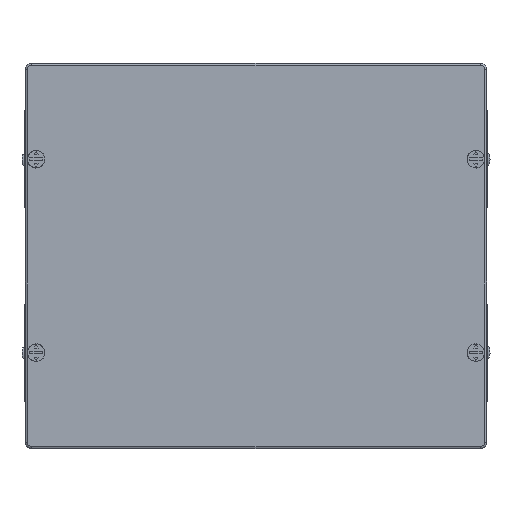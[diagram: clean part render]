
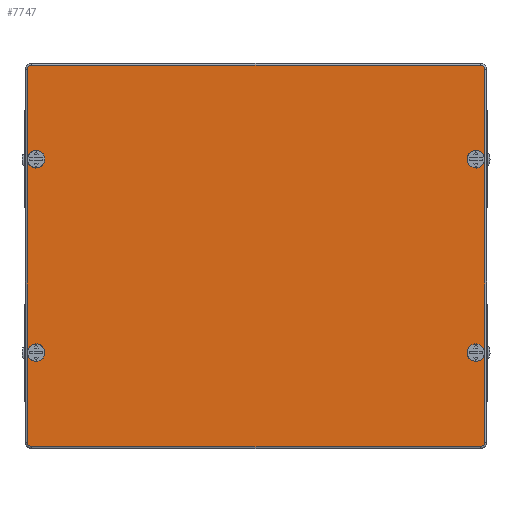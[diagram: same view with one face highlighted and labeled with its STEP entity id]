
A CAD part, top view. The second image highlights one B-rep face of the part: STEP entity #7747.
In plain terms, the highlighted planar face has unit normal (0, 0, 1).
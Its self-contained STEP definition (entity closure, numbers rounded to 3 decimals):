
#2=CARTESIAN_POINT('',(124.,75.,10.));
#3=DIRECTION('',(0.,0.,1.));
#4=DIRECTION('',(-0.479,-0.878,0.));
#5=AXIS2_PLACEMENT_3D('',#2,#3,#4);
#7=CARTESIAN_POINT('',(124.,75.,10.));
#8=DIRECTION('',(0.,0.,1.));
#9=DIRECTION('',(0.479,0.878,0.));
#10=AXIS2_PLACEMENT_3D('',#7,#8,#9);
#12=CARTESIAN_POINT('',(124.,-75.,10.));
#13=DIRECTION('',(0.,0.,1.));
#14=DIRECTION('',(-0.479,0.878,0.));
#15=AXIS2_PLACEMENT_3D('',#12,#13,#14);
#17=CARTESIAN_POINT('',(124.,-75.,10.));
#18=DIRECTION('',(0.,0.,1.));
#19=DIRECTION('',(0.479,-0.878,0.));
#20=AXIS2_PLACEMENT_3D('',#17,#18,#19);
#22=CARTESIAN_POINT('',(-217.,-75.,10.));
#23=DIRECTION('',(0.,0.,-1.));
#24=DIRECTION('',(0.479,0.878,0.));
#25=AXIS2_PLACEMENT_3D('',#22,#23,#24);
#27=CARTESIAN_POINT('',(-217.,-75.,10.));
#28=DIRECTION('',(0.,0.,-1.));
#29=DIRECTION('',(-0.479,-0.878,0.));
#30=AXIS2_PLACEMENT_3D('',#27,#28,#29);
#32=CARTESIAN_POINT('',(-217.,75.,10.));
#33=DIRECTION('',(0.,0.,-1.));
#34=DIRECTION('',(0.479,-0.878,0.));
#35=AXIS2_PLACEMENT_3D('',#32,#33,#34);
#37=CARTESIAN_POINT('',(-217.,75.,10.));
#38=DIRECTION('',(0.,0.,-1.));
#39=DIRECTION('',(-0.479,0.878,0.));
#40=AXIS2_PLACEMENT_3D('',#37,#38,#39);
#42=CARTESIAN_POINT('',(127.5,144.5,10.));
#43=DIRECTION('',(0.,0.,-1.));
#44=DIRECTION('',(0.,1.,0.));
#45=AXIS2_PLACEMENT_3D('',#42,#43,#44);
#47=CARTESIAN_POINT('',(127.5,-144.5,10.));
#48=DIRECTION('',(0.,0.,-1.));
#49=DIRECTION('',(1.,0.,0.));
#50=AXIS2_PLACEMENT_3D('',#47,#48,#49);
#52=CARTESIAN_POINT('',(-220.5,-144.5,10.));
#53=DIRECTION('',(0.,0.,1.));
#54=DIRECTION('',(-1.,0.,0.));
#55=AXIS2_PLACEMENT_3D('',#52,#53,#54);
#57=CARTESIAN_POINT('',(-220.5,144.5,10.));
#58=DIRECTION('',(0.,0.,1.));
#59=DIRECTION('',(0.,1.,0.));
#60=AXIS2_PLACEMENT_3D('',#57,#58,#59);
#730=DIRECTION('',(-1.,0.,0.));
#731=VECTOR('',#730,348.);
#732=CARTESIAN_POINT('',(127.5,147.838,10.));
#733=LINE('',#732,#731);
#1754=DIRECTION('',(1.,0.,0.));
#1755=VECTOR('',#1754,348.);
#1756=CARTESIAN_POINT('',(-220.5,-147.838,10.));
#1757=LINE('',#1756,#1755);
#1777=DIRECTION('',(0.,1.,0.));
#1778=VECTOR('',#1777,289.);
#1779=CARTESIAN_POINT('',(130.838,-144.5,10.));
#1780=LINE('',#1779,#1778);
#3848=DIRECTION('',(0.,1.,0.));
#3849=VECTOR('',#3848,289.);
#3850=CARTESIAN_POINT('',(-223.838,-144.5,10.));
#3851=LINE('',#3850,#3849);
#6198=CARTESIAN_POINT('',(-220.5,147.838,10.));
#6199=CARTESIAN_POINT('',(-223.838,144.5,10.));
#6200=VERTEX_POINT('',#6198);
#6201=VERTEX_POINT('',#6199);
#6202=CARTESIAN_POINT('',(-223.838,-144.5,10.));
#6203=VERTEX_POINT('',#6202);
#6204=CARTESIAN_POINT('',(-220.5,-147.838,10.));
#6205=VERTEX_POINT('',#6204);
#6206=CARTESIAN_POINT('',(-213.735,-69.023,10.));
#6207=CARTESIAN_POINT('',(-220.265,-80.977,10.));
#6208=VERTEX_POINT('',#6206);
#6209=VERTEX_POINT('',#6207);
#6210=CARTESIAN_POINT('',(-213.735,69.023,10.));
#6211=CARTESIAN_POINT('',(-220.265,80.977,10.));
#6212=VERTEX_POINT('',#6210);
#6213=VERTEX_POINT('',#6211);
#6528=CARTESIAN_POINT('',(127.5,147.838,10.));
#6529=CARTESIAN_POINT('',(130.838,144.5,10.));
#6530=VERTEX_POINT('',#6528);
#6531=VERTEX_POINT('',#6529);
#6532=CARTESIAN_POINT('',(130.838,-144.5,10.));
#6533=VERTEX_POINT('',#6532);
#6534=CARTESIAN_POINT('',(127.5,-147.838,10.));
#6535=VERTEX_POINT('',#6534);
#6536=CARTESIAN_POINT('',(120.735,-69.023,10.));
#6537=CARTESIAN_POINT('',(127.265,-80.977,10.));
#6538=VERTEX_POINT('',#6536);
#6539=VERTEX_POINT('',#6537);
#6540=CARTESIAN_POINT('',(120.735,69.023,10.));
#6541=CARTESIAN_POINT('',(127.265,80.977,10.));
#6542=VERTEX_POINT('',#6540);
#6543=VERTEX_POINT('',#6541);
#7700=CARTESIAN_POINT('',(0.,-149.5,10.));
#7701=DIRECTION('',(0.,0.,-1.));
#7702=DIRECTION('',(0.,1.,0.));
#7703=AXIS2_PLACEMENT_3D('',#7700,#7701,#7702);
#7704=PLANE('',#7703);
#7706=ORIENTED_EDGE('',*,*,#7705,.F.);
#7708=ORIENTED_EDGE('',*,*,#7707,.T.);
#7710=ORIENTED_EDGE('',*,*,#7709,.F.);
#7712=ORIENTED_EDGE('',*,*,#7711,.T.);
#7714=ORIENTED_EDGE('',*,*,#7713,.F.);
#7716=ORIENTED_EDGE('',*,*,#7715,.F.);
#7718=ORIENTED_EDGE('',*,*,#7717,.T.);
#7720=ORIENTED_EDGE('',*,*,#7719,.F.);
#7721=EDGE_LOOP('',(#7706,#7708,#7710,#7712,#7714,#7716,#7718,#7720));
#7722=FACE_OUTER_BOUND('',#7721,.F.);
#7724=ORIENTED_EDGE('',*,*,#7723,.T.);
#7726=ORIENTED_EDGE('',*,*,#7725,.T.);
#7727=EDGE_LOOP('',(#7724,#7726));
#7728=FACE_BOUND('',#7727,.F.);
#7730=ORIENTED_EDGE('',*,*,#7729,.F.);
#7732=ORIENTED_EDGE('',*,*,#7731,.F.);
#7733=EDGE_LOOP('',(#7730,#7732));
#7734=FACE_BOUND('',#7733,.F.);
#7736=ORIENTED_EDGE('',*,*,#7735,.F.);
#7738=ORIENTED_EDGE('',*,*,#7737,.F.);
#7739=EDGE_LOOP('',(#7736,#7738));
#7740=FACE_BOUND('',#7739,.F.);
#7742=ORIENTED_EDGE('',*,*,#7741,.T.);
#7744=ORIENTED_EDGE('',*,*,#7743,.T.);
#7745=EDGE_LOOP('',(#7742,#7744));
#7746=FACE_BOUND('',#7745,.F.);
#7747=ADVANCED_FACE('',(#7722,#7728,#7734,#7740,#7746),#7704,.F.);
#6=CIRCLE('',#5,6.811);
#11=CIRCLE('',#10,6.811);
#16=CIRCLE('',#15,6.811);
#21=CIRCLE('',#20,6.811);
#26=CIRCLE('',#25,6.811);
#31=CIRCLE('',#30,6.811);
#36=CIRCLE('',#35,6.811);
#41=CIRCLE('',#40,6.811);
#46=CIRCLE('',#45,3.338);
#51=CIRCLE('',#50,3.338);
#56=CIRCLE('',#55,3.338);
#61=CIRCLE('',#60,3.338);
#7705=EDGE_CURVE('',#6530,#6200,#733,.T.);
#7707=EDGE_CURVE('',#6530,#6531,#46,.T.);
#7709=EDGE_CURVE('',#6533,#6531,#1780,.T.);
#7711=EDGE_CURVE('',#6533,#6535,#51,.T.);
#7713=EDGE_CURVE('',#6205,#6535,#1757,.T.);
#7715=EDGE_CURVE('',#6203,#6205,#56,.T.);
#7717=EDGE_CURVE('',#6203,#6201,#3851,.T.);
#7719=EDGE_CURVE('',#6200,#6201,#61,.T.);
#7723=EDGE_CURVE('',#6538,#6539,#16,.T.);
#7725=EDGE_CURVE('',#6539,#6538,#21,.T.);
#7729=EDGE_CURVE('',#6208,#6209,#26,.T.);
#7731=EDGE_CURVE('',#6209,#6208,#31,.T.);
#7735=EDGE_CURVE('',#6212,#6213,#36,.T.);
#7737=EDGE_CURVE('',#6213,#6212,#41,.T.);
#7741=EDGE_CURVE('',#6542,#6543,#6,.T.);
#7743=EDGE_CURVE('',#6543,#6542,#11,.T.);
